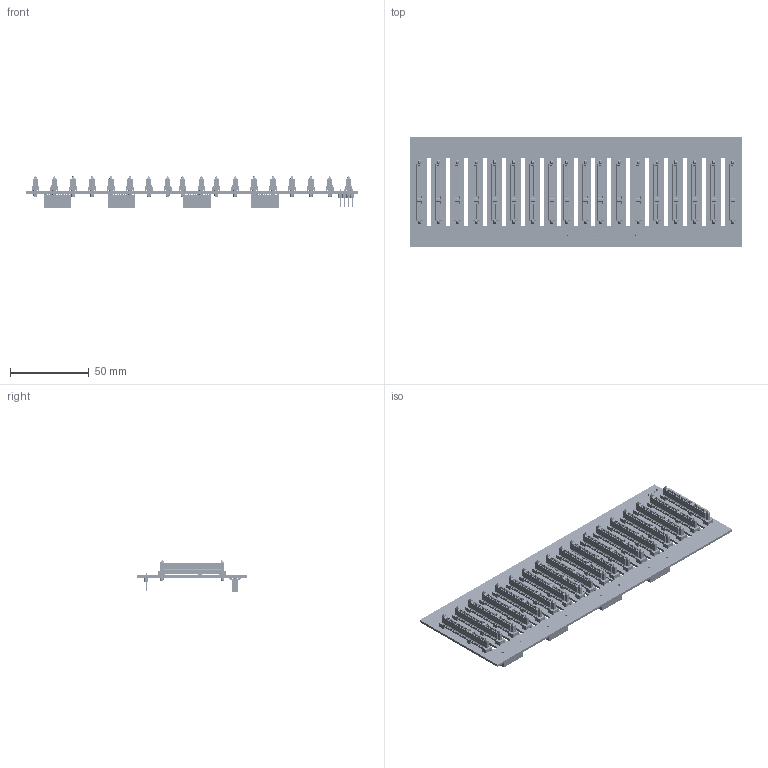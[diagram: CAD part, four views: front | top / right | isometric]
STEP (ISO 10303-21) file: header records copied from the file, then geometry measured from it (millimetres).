
FILE_DESCRIPTION(('KiCad electronic assembly'),'2;1');
FILE_NAME('SSDTray.step','2025-01-28T18:04:44',('Pcbnew'),('Kicad'), 'Open CASCADE STEP processor 7.8','KiCad to STEP converter','Unknown' );
FILE_SCHEMA(('AUTOMOTIVE_DESIGN { 1 0 10303 214 1 1 1 1 }'));
Length unit declared in the file: millimetre
Products named in the file (8): SSDTray 1; 877791001; c-1888020-4-a-3d; C-1888020-4; PinHeader_1x04_P2.54mm_Vertical; PinHeader_1x04_P254mm_Vertical; _autosave-SSDTray_PCB
Assembly tree (27 placements, depth 3):
  SSDTray 1
    877791001  x18
      877791001
    c-1888020-4-a-3d  x4
      C-1888020-4
    PinHeader_1x04_P2.54mm_Vertical
      PinHeader_1x04_P254mm_Vertical
    _autosave-SSDTray_PCB
Bounding box: 211 x 69.85 x 20.55 mm (x, y, z)
Volume: 38289.9 mm3; surface area: 65913.9 mm2
Topology: 24 solids, 24 shells, 12478 faces, 33908 edges, 23128 vertices
Faces by surface type: plane 9300, cylinder 3116, cone 62
Full cylindrical faces by diameter (mm): 0.762 x396, 1 x4, 1.55 x8, 2.311 x18, 2.591 x18
Entity records: 68668 total; most frequent: DIRECTION 11758, CARTESIAN_POINT 11662, ORIENTED_EDGE 11270, EDGE_CURVE 5635, AXIS2_PLACEMENT_3D 4024, LINE 3710, VECTOR 3710, VERTEX_POINT 3708
